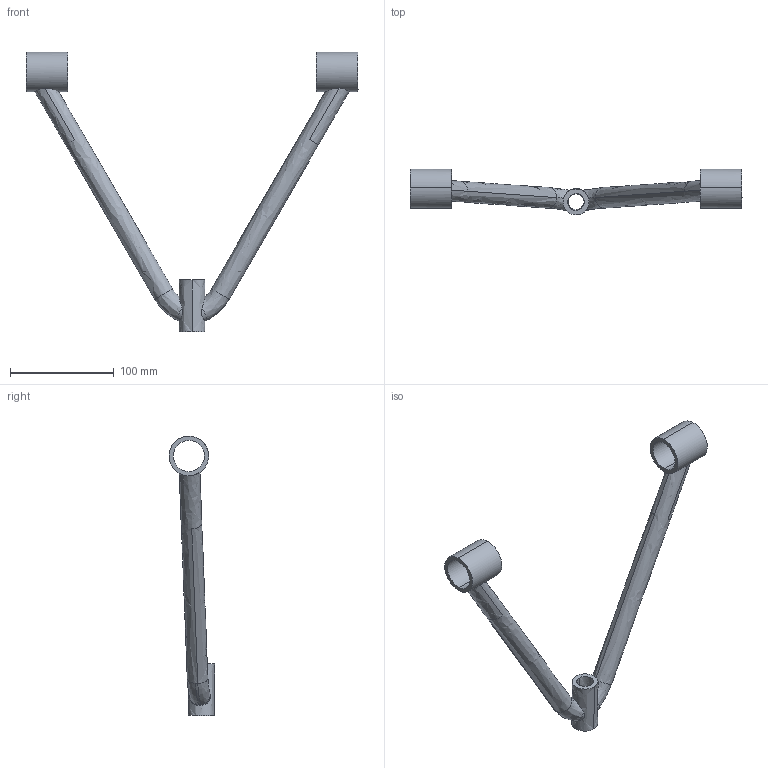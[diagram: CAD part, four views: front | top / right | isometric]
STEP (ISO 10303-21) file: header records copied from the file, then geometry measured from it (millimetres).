
FILE_DESCRIPTION(/* description */ (''),/* implementation_level */ '2;1');
FILE_NAME(/* name */ 'P2',/* time_stamp */ '2017-08-10T11:48:13+02:00',/* author */ (''),/* organization */ (''),/* preprocessor_version */ 'ST-DEVELOPER v15',/* originating_system */ '',/* authorisation */ '');
FILE_SCHEMA (('CONFIG_CONTROL_DESIGN'));
Length unit declared in the file: millimetre
Products named in the file (1): Document
Bounding box: 320 x 43.98 x 269.33 mm (x, y, z)
Volume: 148718.9 mm3; surface area: 77154.1 mm2
Topology: 5 solids, 5 shells, 50 faces, 134 edges, 92 vertices
Faces by surface type: bspline 44, plane 6
Entity records: 3404 total; most frequent: CARTESIAN_POINT 2554, ORIENTED_EDGE 268, EDGE_CURVE 134, VERTEX_POINT 92, B_SPLINE_CURVE_WITH_KNOTS 68, EDGE_LOOP 60, ADVANCED_FACE 50, FACE_OUTER_BOUND 50
